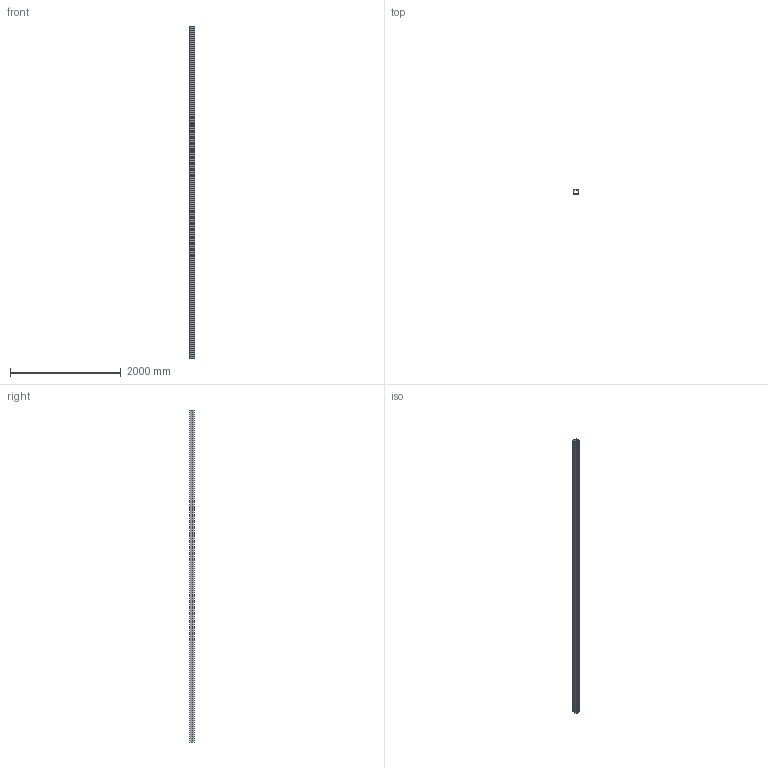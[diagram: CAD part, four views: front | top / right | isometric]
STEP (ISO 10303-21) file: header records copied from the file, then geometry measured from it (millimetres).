
FILE_DESCRIPTION(/* description */ ('CGS-345P L=6000 - GUIDA'),/* implementation_level */ '2;1');
FILE_NAME(/* name */ '10207007 001.stp',/* time_stamp */ '2023-04-04T15:31:53+02:00',/* author */ ('gcocco'),/* organization */ (''),/* preprocessor_version */ 'ST-DEVELOPER v17.2',/* originating_system */ 'Autodesk Inventor 2019',/* authorisation */ '');
FILE_SCHEMA (('AUTOMOTIVE_DESIGN { 1 0 10303 214 3 1 1 }'));
Products named in the file (1): 10207007
Bounding box: 100 x 89 x 6000 mm (x, y, z)
Volume: 9061890.5 mm3; surface area: 3692806.1 mm2
Topology: 1 solids, 1 shells, 6282 faces, 16860 edges, 11240 vertices
Faces by surface type: plane 5058, bspline 1212, cylinder 12
Entity records: 213236 total; most frequent: CARTESIAN_POINT 57825, ORIENTED_EDGE 33720, DIRECTION 24602, EDGE_CURVE 16860, LINE 14412, VECTOR 14412, VERTEX_POINT 11240, EDGE_LOOP 6942
